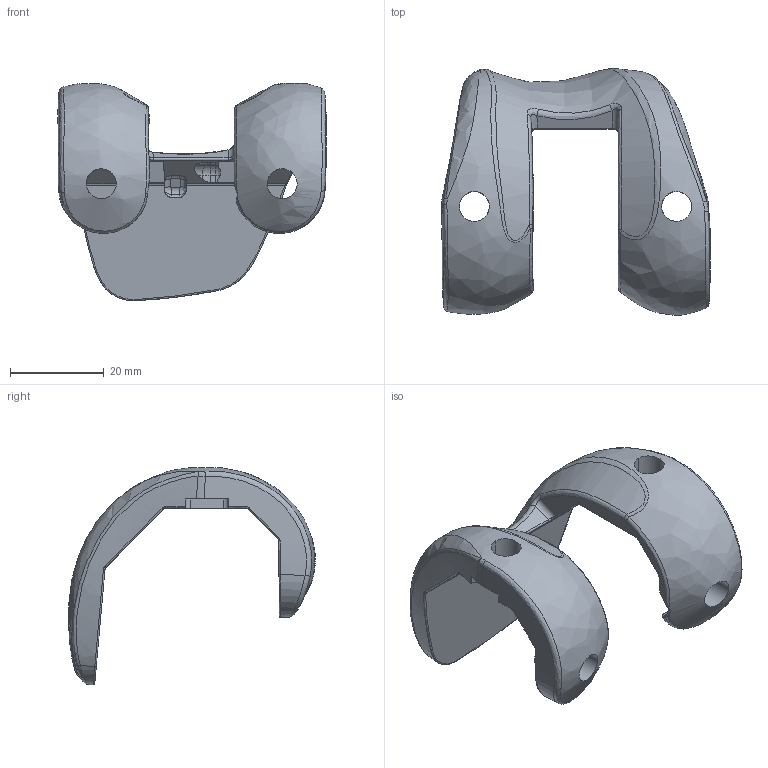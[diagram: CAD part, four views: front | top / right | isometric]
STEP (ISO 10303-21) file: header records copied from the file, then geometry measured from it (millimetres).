
FILE_DESCRIPTION((''),'2;1');
FILE_NAME('SZ-15-RT','2011-05-31T',('Administrator'),(''),'PRO/ENGINEER BY PARAMETRIC TECHNOLOGY CORPORATION, 2001280','PRO/ENGINEER BY PARAMETRIC TECHNOLOGY CORPORATION, 2001280','');
FILE_SCHEMA(('CONFIG_CONTROL_DESIGN'));
Length unit declared in the file: millimetre
Products named in the file (1): SZ-15-RT
Bounding box: 57.37 x 52.72 x 46.48 mm (x, y, z)
Volume: 19004.6 mm3; surface area: 9230.5 mm2
Topology: 1 solids, 1 shells, 191 faces, 470 edges, 282 vertices
Faces by surface type: bspline 107, cylinder 40, plane 33, torus 5, cone 4, extrusion 1, sphere 1
Entity records: 13845 total; most frequent: CARTESIAN_POINT 10125, ORIENTED_EDGE 940, DIRECTION 511, EDGE_CURVE 470, VERTEX_POINT 282, B_SPLINE_CURVE_WITH_KNOTS 245, AXIS2_PLACEMENT_3D 201, EDGE_LOOP 200
